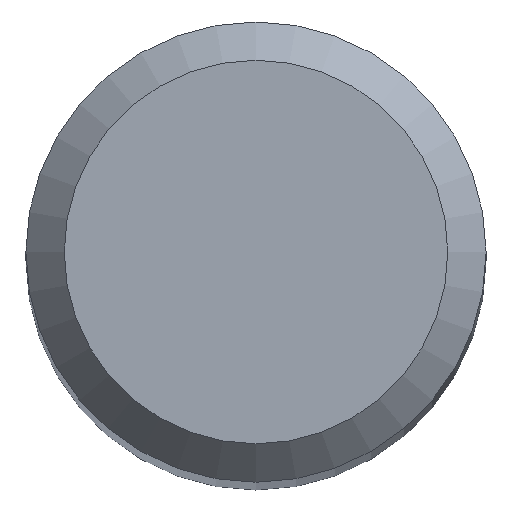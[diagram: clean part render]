
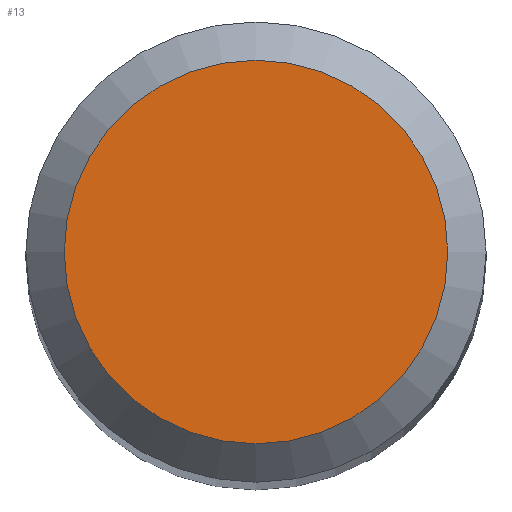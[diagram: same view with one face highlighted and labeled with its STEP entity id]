
A CAD part, top view. The second image highlights one B-rep face of the part: STEP entity #13.
In plain terms, the highlighted planar face has unit normal (0, 0, 1).
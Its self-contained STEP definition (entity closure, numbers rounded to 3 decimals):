
#5 = AXIS2_PLACEMENT_3D ( 'NONE', #237, #36, #121 ) ;
#8 = EDGE_CURVE ( 'NONE', #43, #43, #139, .T. ) ;
#13 = ADVANCED_FACE ( 'NONE', ( #92 ), #223, .F. ) ;
#36 = DIRECTION ( 'NONE',  ( 0., 0., -1. ) ) ;
#43 = VERTEX_POINT ( 'NONE', #167 ) ;
#55 = EDGE_LOOP ( 'NONE', ( #240 ) ) ;
#85 = AXIS2_PLACEMENT_3D ( 'NONE', #262, #180, #254 ) ;
#92 = FACE_OUTER_BOUND ( 'NONE', #55, .T. ) ;
#121 = DIRECTION ( 'NONE',  ( 0., 1., 0. ) ) ;
#139 = CIRCLE ( 'NONE', #85, 2.5 ) ;
#167 = CARTESIAN_POINT ( 'NONE',  ( 0., 2.5, 75. ) ) ;
#180 = DIRECTION ( 'NONE',  ( 0., 0., -1. ) ) ;
#223 = PLANE ( 'NONE',  #5 ) ;
#237 = CARTESIAN_POINT ( 'NONE',  ( 0., 0., 75. ) ) ;
#240 = ORIENTED_EDGE ( 'NONE', *, *, #8, .F. ) ;
#254 = DIRECTION ( 'NONE',  ( 0., 1., 0. ) ) ;
#262 = CARTESIAN_POINT ( 'NONE',  ( 0., 0., 75. ) ) ;
